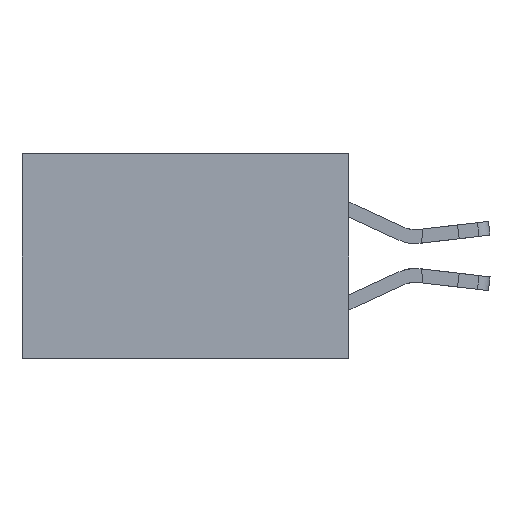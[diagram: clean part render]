
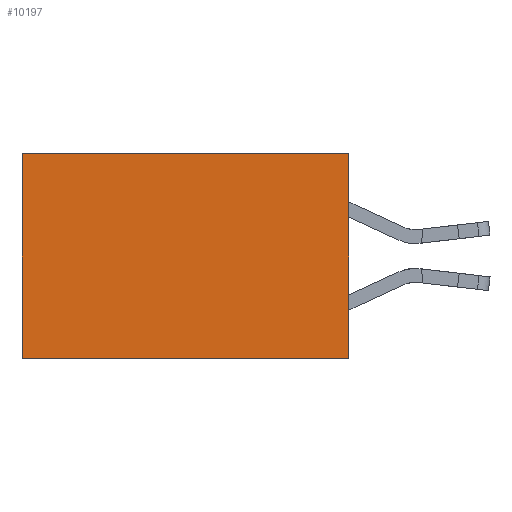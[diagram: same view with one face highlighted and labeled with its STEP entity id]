
A CAD part, left-side view. The second image highlights one B-rep face of the part: STEP entity #10197.
In plain terms, the highlighted planar face has unit normal (-1, 0, 0).
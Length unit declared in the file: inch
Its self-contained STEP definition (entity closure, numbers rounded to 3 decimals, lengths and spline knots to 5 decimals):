
#280 = CARTESIAN_POINT ( 'NONE',  ( 0.277, 0., -0.37 ) ) ;
#389 = ORIENTED_EDGE ( 'NONE', *, *, #5298, .T. ) ;
#1482 = CARTESIAN_POINT ( 'NONE',  ( 0.277, 0., 0. ) ) ;
#1607 = CARTESIAN_POINT ( 'NONE',  ( 0.277, 0.59, 0. ) ) ;
#2080 = ORIENTED_EDGE ( 'NONE', *, *, #25199, .T. ) ;
#2322 = DIRECTION ( 'NONE',  ( 0., 0., -1. ) ) ;
#2567 = VECTOR ( 'NONE', #6070, 39.37008 ) ;
#3825 = LINE ( 'NONE', #4039, #2567 ) ;
#4039 = CARTESIAN_POINT ( 'NONE',  ( 0.277, 0., -0.37 ) ) ;
#4834 = VECTOR ( 'NONE', #24418, 39.37008 ) ;
#5298 = EDGE_CURVE ( 'NONE', #9343, #7457, #24887, .T. ) ;
#5823 = CARTESIAN_POINT ( 'NONE',  ( 0.277, 0.59, -0.37 ) ) ;
#6070 = DIRECTION ( 'NONE',  ( 0., 1., 0. ) ) ;
#7320 = DIRECTION ( 'NONE',  ( 0., 0., -1. ) ) ;
#7457 = VERTEX_POINT ( 'NONE', #5823 ) ;
#7823 = LINE ( 'NONE', #7911, #18548 ) ;
#7911 = CARTESIAN_POINT ( 'NONE',  ( 0.277, 0., 0. ) ) ;
#8053 = VERTEX_POINT ( 'NONE', #1482 ) ;
#9343 = VERTEX_POINT ( 'NONE', #1607 ) ;
#10197 = ADVANCED_FACE ( 'NONE', ( #11304 ), #12314, .F. ) ;
#11304 = FACE_OUTER_BOUND ( 'NONE', #23790, .T. ) ;
#12314 = PLANE ( 'NONE',  #18761 ) ;
#12980 = ORIENTED_EDGE ( 'NONE', *, *, #17735, .F. ) ;
#14152 = VERTEX_POINT ( 'NONE', #23870 ) ;
#14322 = DIRECTION ( 'NONE',  ( 1., 0., 0. ) ) ;
#17469 = EDGE_CURVE ( 'NONE', #8053, #14152, #18966, .T. ) ;
#17735 = EDGE_CURVE ( 'NONE', #14152, #7457, #3825, .T. ) ;
#18548 = VECTOR ( 'NONE', #21959, 39.37008 ) ;
#18761 = AXIS2_PLACEMENT_3D ( 'NONE', #280, #14322, #2322 ) ;
#18966 = LINE ( 'NONE', #19363, #24835 ) ;
#19363 = CARTESIAN_POINT ( 'NONE',  ( 0.277, 0., -0.37 ) ) ;
#21959 = DIRECTION ( 'NONE',  ( 0., 1., 0. ) ) ;
#22401 = ORIENTED_EDGE ( 'NONE', *, *, #17469, .F. ) ;
#23790 = EDGE_LOOP ( 'NONE', ( #389, #12980, #22401, #2080 ) ) ;
#23870 = CARTESIAN_POINT ( 'NONE',  ( 0.277, 0., -0.37 ) ) ;
#24418 = DIRECTION ( 'NONE',  ( 0., 0., -1. ) ) ;
#24611 = CARTESIAN_POINT ( 'NONE',  ( 0.277, 0.59, -0.37 ) ) ;
#24835 = VECTOR ( 'NONE', #7320, 39.37008 ) ;
#24887 = LINE ( 'NONE', #24611, #4834 ) ;
#25199 = EDGE_CURVE ( 'NONE', #8053, #9343, #7823, .T. ) ;
